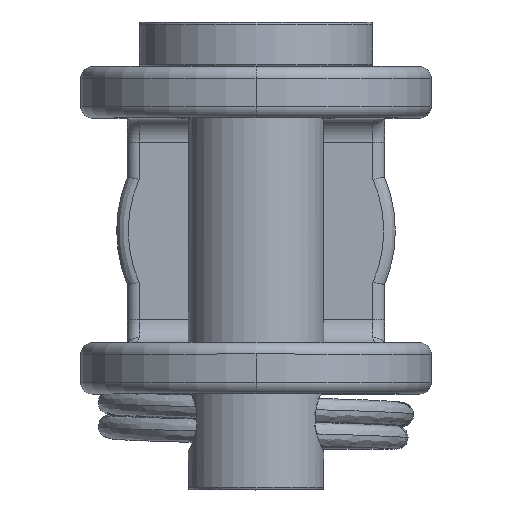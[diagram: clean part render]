
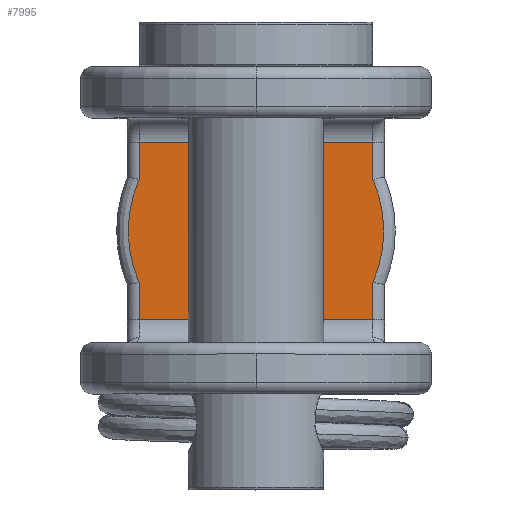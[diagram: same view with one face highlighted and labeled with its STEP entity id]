
A CAD part, top view. The second image highlights one B-rep face of the part: STEP entity #7995.
In plain terms, the highlighted planar face has unit normal (0, 0, 1).
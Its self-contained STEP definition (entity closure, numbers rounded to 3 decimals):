
#54 = LINE ( 'NONE', #1190, #12008 ) ;
#793 = AXIS2_PLACEMENT_3D ( 'NONE', #903, #9833, #3598 ) ;
#794 = CARTESIAN_POINT ( 'NONE',  ( -5.462, -6.616, 0. ) ) ;
#903 = CARTESIAN_POINT ( 'NONE',  ( 0., 0., 0. ) ) ;
#948 = CARTESIAN_POINT ( 'NONE',  ( -5., 0., 0. ) ) ;
#1100 = CARTESIAN_POINT ( 'NONE',  ( -5., -9.199, 0. ) ) ;
#1190 = CARTESIAN_POINT ( 'NONE',  ( 5.5, -10.8, 0. ) ) ;
#1348 = DIRECTION ( 'NONE',  ( -1., 0., 0. ) ) ;
#1442 = CARTESIAN_POINT ( 'NONE',  ( 5.306, -5.496, 0. ) ) ;
#1652 = DIRECTION ( 'NONE',  ( 0., 1., 0. ) ) ;
#1847 = LINE ( 'NONE', #14719, #16655 ) ;
#1961 = CARTESIAN_POINT ( 'NONE',  ( -5., -4.801, 0. ) ) ;
#2020 = CARTESIAN_POINT ( 'NONE',  ( 5., 0., 0. ) ) ;
#2094 = CARTESIAN_POINT ( 'NONE',  ( -5., -9.199, 0. ) ) ;
#2135 = VECTOR ( 'NONE', #1652, 1000. ) ;
#2276 = PLANE ( 'NONE',  #793 ) ;
#2319 = LINE ( 'NONE', #7001, #18300 ) ;
#2703 = DIRECTION ( 'NONE',  ( 0., -1., 0. ) ) ;
#2897 = ORIENTED_EDGE ( 'NONE', *, *, #6020, .T. ) ;
#2958 = ORIENTED_EDGE ( 'NONE', *, *, #5409, .T. ) ;
#3021 = CARTESIAN_POINT ( 'NONE',  ( 5., -4.801, 0. ) ) ;
#3030 = VERTEX_POINT ( 'NONE', #1100 ) ;
#3105 = ORIENTED_EDGE ( 'NONE', *, *, #5182, .T. ) ;
#3311 = LINE ( 'NONE', #2020, #15516 ) ;
#3348 = DIRECTION ( 'NONE',  ( 0., 1., 0. ) ) ;
#3574 = ORIENTED_EDGE ( 'NONE', *, *, #5263, .T. ) ;
#3598 = DIRECTION ( 'NONE',  ( -1., 0., 0. ) ) ;
#3950 = CARTESIAN_POINT ( 'NONE',  ( 5., -3.2, 0. ) ) ;
#4091 = VERTEX_POINT ( 'NONE', #6852 ) ;
#4445 = FACE_OUTER_BOUND ( 'NONE', #15736, .T. ) ;
#4789 = VERTEX_POINT ( 'NONE', #3950 ) ;
#5182 = EDGE_CURVE ( 'NONE', #10056, #4789, #11531, .T. ) ;
#5263 = EDGE_CURVE ( 'NONE', #10011, #7669, #3311, .T. ) ;
#5409 = EDGE_CURVE ( 'NONE', #18190, #10011, #54, .T. ) ;
#5821 = CARTESIAN_POINT ( 'NONE',  ( 5.462, -7.384, 0. ) ) ;
#5910 = B_SPLINE_CURVE_WITH_KNOTS ( 'NONE', 3,
 ( #1961, #7918, #11155, #18754, #794, #12636, #15541, #2094 ),
 .UNSPECIFIED., .F., .F.,
 ( 4, 2, 2, 4 ),
 ( 0., 0.001, 0.002, 0.005 ),
 .UNSPECIFIED. ) ;
#6020 = EDGE_CURVE ( 'NONE', #7669, #10056, #9169, .T. ) ;
#6223 = CARTESIAN_POINT ( 'NONE',  ( 5., -9.199, 0. ) ) ;
#6631 = ORIENTED_EDGE ( 'NONE', *, *, #15337, .T. ) ;
#6852 = CARTESIAN_POINT ( 'NONE',  ( -5., -4.801, 0. ) ) ;
#6935 = ORIENTED_EDGE ( 'NONE', *, *, #14141, .T. ) ;
#7001 = CARTESIAN_POINT ( 'NONE',  ( -5., 0., 0. ) ) ;
#7065 = CARTESIAN_POINT ( 'NONE',  ( -5., -10.8, 0. ) ) ;
#7151 = ORIENTED_EDGE ( 'NONE', *, *, #8542, .T. ) ;
#7669 = VERTEX_POINT ( 'NONE', #6223 ) ;
#7918 = CARTESIAN_POINT ( 'NONE',  ( -5.153, -5.148, 0. ) ) ;
#7995 = ADVANCED_FACE ( 'NONE', ( #4445 ), #2276, .F. ) ;
#8542 = EDGE_CURVE ( 'NONE', #4091, #3030, #5910, .T. ) ;
#8680 = VECTOR ( 'NONE', #11629, 1000. ) ;
#9112 = CARTESIAN_POINT ( 'NONE',  ( 5.422, -7.757, 0. ) ) ;
#9169 = B_SPLINE_CURVE_WITH_KNOTS ( 'NONE', 3,
 ( #19420, #13552, #15077, #9112, #5821, #10435, #1442, #16324 ),
 .UNSPECIFIED., .F., .F.,
 ( 4, 2, 2, 4 ),
 ( 0., 0.001, 0.002, 0.005 ),
 .UNSPECIFIED. ) ;
#9833 = DIRECTION ( 'NONE',  ( 0., 0., -1. ) ) ;
#10011 = VERTEX_POINT ( 'NONE', #11873 ) ;
#10056 = VERTEX_POINT ( 'NONE', #3021 ) ;
#10253 = DIRECTION ( 'NONE',  ( 1., 0., 0. ) ) ;
#10435 = CARTESIAN_POINT ( 'NONE',  ( 5.463, -6.247, 0. ) ) ;
#11155 = CARTESIAN_POINT ( 'NONE',  ( -5.268, -5.511, 0. ) ) ;
#11531 = LINE ( 'NONE', #18137, #2135 ) ;
#11629 = DIRECTION ( 'NONE',  ( 0., -1., 0. ) ) ;
#11741 = LINE ( 'NONE', #948, #8680 ) ;
#11873 = CARTESIAN_POINT ( 'NONE',  ( 5., -10.8, 0. ) ) ;
#12008 = VECTOR ( 'NONE', #10253, 1000. ) ;
#12636 = CARTESIAN_POINT ( 'NONE',  ( -5.462, -7.753, 0. ) ) ;
#13183 = CARTESIAN_POINT ( 'NONE',  ( -5., -3.2, 0. ) ) ;
#13552 = CARTESIAN_POINT ( 'NONE',  ( 5.153, -8.852, 0. ) ) ;
#14141 = EDGE_CURVE ( 'NONE', #3030, #18190, #11741, .T. ) ;
#14719 = CARTESIAN_POINT ( 'NONE',  ( -5.5, -3.2, 0. ) ) ;
#14754 = EDGE_CURVE ( 'NONE', #4789, #15640, #1847, .T. ) ;
#15077 = CARTESIAN_POINT ( 'NONE',  ( 5.268, -8.489, 0. ) ) ;
#15337 = EDGE_CURVE ( 'NONE', #15640, #4091, #2319, .T. ) ;
#15516 = VECTOR ( 'NONE', #3348, 1000. ) ;
#15541 = CARTESIAN_POINT ( 'NONE',  ( -5.306, -8.504, 0. ) ) ;
#15640 = VERTEX_POINT ( 'NONE', #13183 ) ;
#15736 = EDGE_LOOP ( 'NONE', ( #2897, #3105, #17000, #6631, #7151, #6935, #2958, #3574 ) ) ;
#16324 = CARTESIAN_POINT ( 'NONE',  ( 5., -4.801, 0. ) ) ;
#16655 = VECTOR ( 'NONE', #1348, 1000. ) ;
#17000 = ORIENTED_EDGE ( 'NONE', *, *, #14754, .T. ) ;
#18137 = CARTESIAN_POINT ( 'NONE',  ( 5., 0., 0. ) ) ;
#18190 = VERTEX_POINT ( 'NONE', #7065 ) ;
#18300 = VECTOR ( 'NONE', #2703, 1000. ) ;
#18754 = CARTESIAN_POINT ( 'NONE',  ( -5.422, -6.243, 0. ) ) ;
#19420 = CARTESIAN_POINT ( 'NONE',  ( 5., -9.199, 0. ) ) ;
